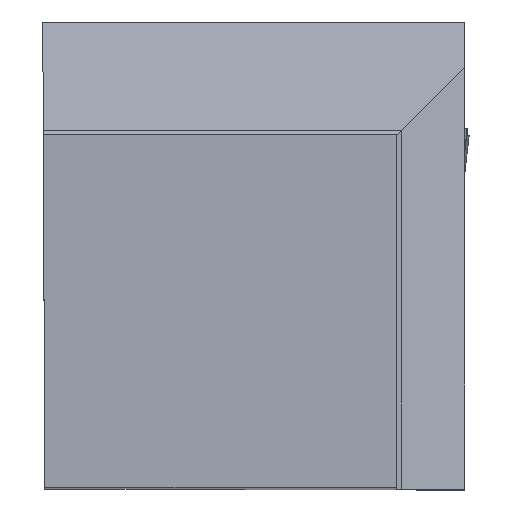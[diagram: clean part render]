
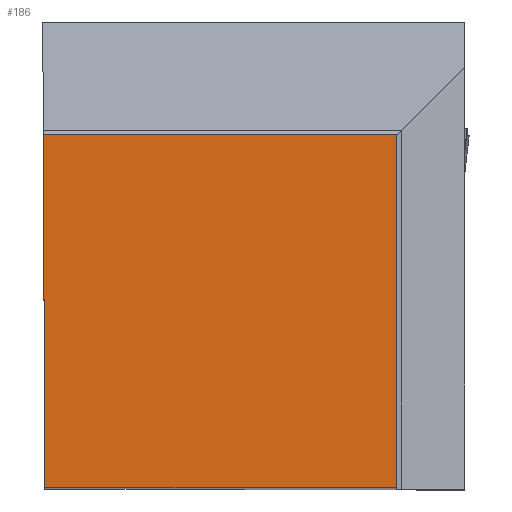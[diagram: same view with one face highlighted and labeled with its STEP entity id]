
A CAD part, top view. The second image highlights one B-rep face of the part: STEP entity #186.
In plain terms, the highlighted planar face has unit normal (0, 0, 1).
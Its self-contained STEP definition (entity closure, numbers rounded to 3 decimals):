
#186=ADVANCED_FACE('BLANK_BOXF006',(#302),#235,.F.);
#235=PLANE('',#1571);
#302=FACE_OUTER_BOUND('',#374,.T.);
#374=EDGE_LOOP('',(#713,#714,#715,#716));
#713=ORIENTED_EDGE('',*,*,#1108,.T.);
#714=ORIENTED_EDGE('',*,*,#1109,.T.);
#715=ORIENTED_EDGE('',*,*,#1110,.T.);
#716=ORIENTED_EDGE('',*,*,#1101,.T.);
#918=VERTEX_POINT('',#3763);
#919=VERTEX_POINT('',#3765);
#923=VERTEX_POINT('',#3778);
#924=VERTEX_POINT('',#3780);
#1101=EDGE_CURVE('',#919,#918,#1231,.T.);
#1108=EDGE_CURVE('',#918,#923,#1237,.T.);
#1109=EDGE_CURVE('',#923,#924,#1238,.T.);
#1110=EDGE_CURVE('',#924,#919,#1239,.T.);
#1231=LINE('',#3764,#1365);
#1237=LINE('',#3777,#1371);
#1238=LINE('',#3779,#1372);
#1239=LINE('',#3781,#1373);
#1365=VECTOR('',#1797,1.);
#1371=VECTOR('',#1809,1.);
#1372=VECTOR('',#1810,1.);
#1373=VECTOR('',#1811,1.);
#1571=AXIS2_PLACEMENT_3D('',#3782,#1812,#1813);
#1797=DIRECTION('',(1.,0.,0.));
#1809=DIRECTION('',(0.,1.,0.));
#1810=DIRECTION('',(-1.,0.,0.));
#1811=DIRECTION('',(0.004,-1.,0.));
#1812=DIRECTION('',(0.,0.,-1.));
#1813=DIRECTION('',(0.,-1.,0.));
#3763=CARTESIAN_POINT('',(31.623,0.,0.));
#3764=CARTESIAN_POINT('',(-151.7,0.,0.));
#3765=CARTESIAN_POINT('',(0.138,0.,0.));
#3777=CARTESIAN_POINT('',(31.623,-151.7,0.));
#3778=CARTESIAN_POINT('',(31.623,31.623,0.));
#3779=CARTESIAN_POINT('',(151.7,31.623,0.));
#3780=CARTESIAN_POINT('',(0.,31.623,0.));
#3781=CARTESIAN_POINT('',(-0.524,151.699,0.));
#3782=CARTESIAN_POINT('',(37.775,-5.,0.));
